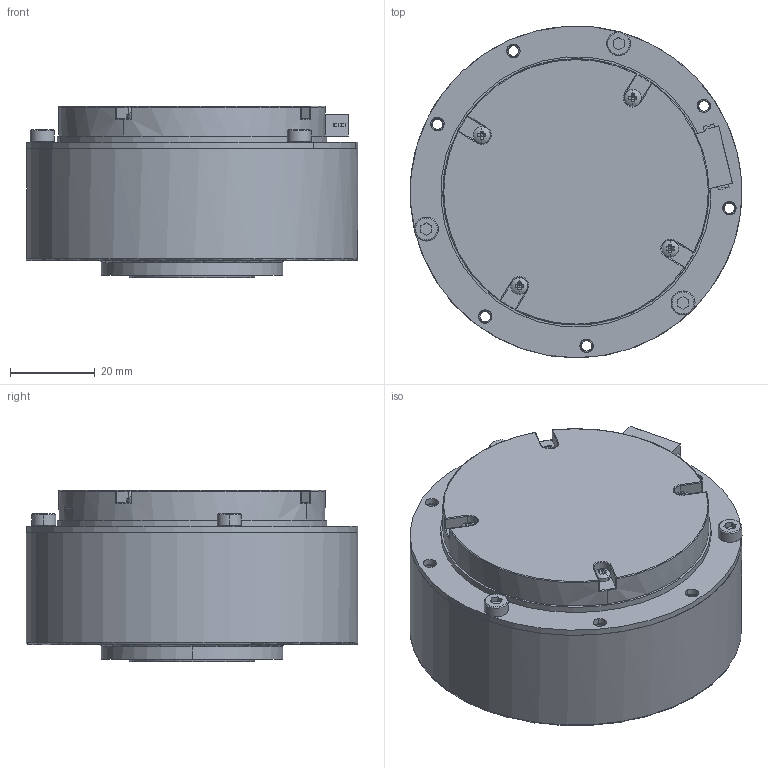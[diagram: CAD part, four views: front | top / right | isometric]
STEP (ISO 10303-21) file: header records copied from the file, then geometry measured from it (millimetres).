
FILE_DESCRIPTION((''),'2;1');
FILE_NAME('FL67BLW12-24V-5N_M_1_ASM','2024-02-26T19:00:03',('Administrator'),(''),'CREO PARAMETRIC BY PTC INC, 2018020','CREO PARAMETRIC BY PTC INC, 2018020','');
FILE_SCHEMA(('CONFIG_CONTROL_DESIGN'));
Length unit declared in the file: millimetre
Products named in the file (27): 1_1_06_EB673-510_1; 1_1_02_EB671-502_1; 1_2_04_694000_1; 1_1_27_SK671-506_ASM_1_ASM; 0000950745_1; 0000950746_1; 0000950748_1; 0000615043_1; 0000748870_1; 0000585337_1; 2_2_02_ST67-503_ASM_1_ASM; 1_1_31_QT-904_1; 1_1_06_EB673-502_1; 1_2_05_000202_1; 0000859389_1; 0000859399_1; 1_2_05_QT-170_1; 1_2_05_020051_1; 0000259320_1; 1_2_04_670601_1; 1_2_06_000361_1; 3_1_02_067_0006_ASM_1_ASM; DIANJIBAN; DUANZI_1_3_1_1_1_1_1_1_1; 12345_ASM_1_ASM_2_ASM_1_ASM_1_A_ASM; BANDUANZI_ASM; FL67BLW12-24V-5N_M_1_ASM
Assembly tree (34 placements, depth 4):
  FL67BLW12-24V-5N_M_1_ASM
    3_1_02_067_0006_ASM_1_ASM
      1_1_06_EB673-510_1
      1_1_02_EB671-502_1
      1_2_04_694000_1
      2_2_02_ST67-503_ASM_1_ASM
        1_1_27_SK671-506_ASM_1_ASM
        0000950745_1
        0000950746_1
        0000950748_1
        0000615043_1
        0000748870_1
        0000585337_1
      1_1_31_QT-904_1
      1_1_06_EB673-502_1
      1_2_05_000202_1  x3
      0000859389_1
      0000859399_1
      1_2_05_QT-170_1  x4
      1_2_05_020051_1  x4
      0000259320_1
      1_2_04_670601_1
      1_2_06_000361_1
    DIANJIBAN
    BANDUANZI_ASM
      12345_ASM_1_ASM_2_ASM_1_ASM_1_A_ASM
        DUANZI_1_3_1_1_1_1_1_1_1
Bounding box: 78.48 x 78.5 x 40.5 mm (x, y, z)
Volume: 44983.5 mm3; surface area: 59476.7 mm2
Topology: 20 solids, 64 shells, 1801 faces, 4884 edges, 3143 vertices
Faces by surface type: plane 891, cylinder 593, cone 261, torus 24, sphere 24, revolution 8
Entity records: 53732 total; most frequent: CARTESIAN_POINT 11999, DIRECTION 8998, ORIENTED_EDGE 8504, EDGE_CURVE 4324, AXIS2_PLACEMENT_3D 3517, VERTEX_POINT 2833, VECTOR 1956, LINE 1956
